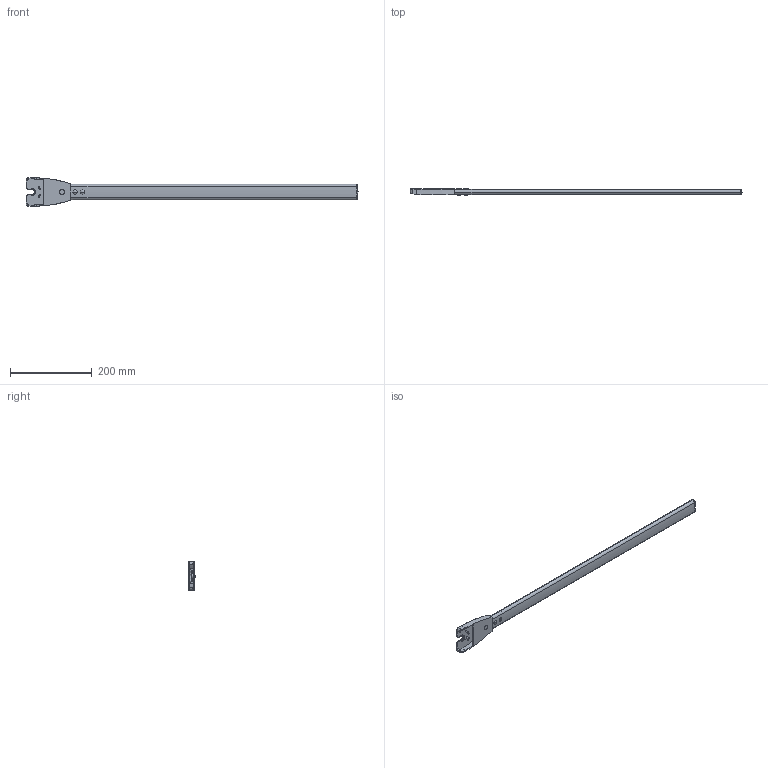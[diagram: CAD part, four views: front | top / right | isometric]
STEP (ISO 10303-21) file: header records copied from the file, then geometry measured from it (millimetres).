
FILE_DESCRIPTION (( 'STEP AP203' ), '1' );
FILE_NAME ('KC-339-3.STEP', '2009-09-28T07:43:29', ( ' ' ), ( ' ' ), 'SwSTEP 2.0', 'SolidWorks 2007', '' );
FILE_SCHEMA (( 'CONFIG_CONTROL_DESIGN' ));
Length unit declared in the file: millimetre
Products named in the file (4): KC-339愗姺幉__棉太倌; KC-339本体__KC-339-3; KC-339僉儍僢僾__棉太倌; KC-339-3
Assembly tree (3 placements, depth 2):
  KC-339-3
    KC-339愗姺幉__棉太倌
    KC-339僉儍僢僾__棉太倌
    KC-339本体__KC-339-3
Bounding box: 812.6 x 16.5 x 70 mm (x, y, z)
Volume: 167896.7 mm3; surface area: 144248.2 mm2
Topology: 7 solids, 7 shells, 142 faces, 339 edges, 214 vertices
Faces by surface type: cylinder 66, plane 47, torus 17, sphere 10, cone 2
Entity records: 4713 total; most frequent: CARTESIAN_POINT 881, DIRECTION 801, ORIENTED_EDGE 674, EDGE_CURVE 337, AXIS2_PLACEMENT_3D 332, VERTEX_POINT 214, CIRCLE 184, EDGE_LOOP 151
